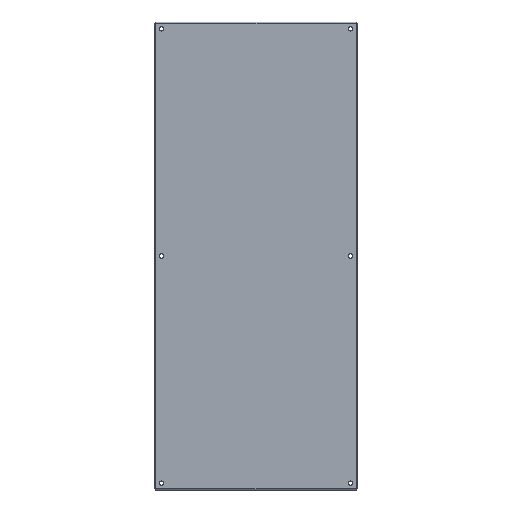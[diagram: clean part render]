
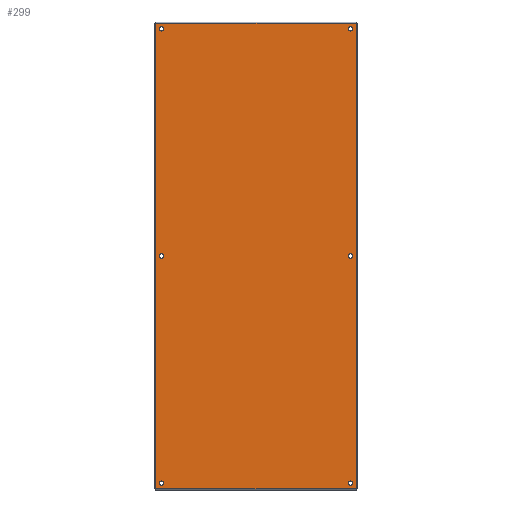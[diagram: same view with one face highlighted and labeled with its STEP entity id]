
A CAD part, front view. The second image highlights one B-rep face of the part: STEP entity #299.
In plain terms, the highlighted planar face has unit normal (0, -1, 0).
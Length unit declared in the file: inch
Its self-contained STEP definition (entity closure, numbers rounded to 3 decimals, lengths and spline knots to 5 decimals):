
#37 = CARTESIAN_POINT ( 'NONE',  ( -12.857, 0., 29.857 ) ) ;
#49 = CARTESIAN_POINT ( 'NONE',  ( -12.125, 0., 0. ) ) ;
#61 = AXIS2_PLACEMENT_3D ( 'NONE', #479, #1206, #588 ) ;
#62 = AXIS2_PLACEMENT_3D ( 'NONE', #568, #756, #437 ) ;
#65 = CARTESIAN_POINT ( 'NONE',  ( -12.857, 0., 29.857 ) ) ;
#70 = CARTESIAN_POINT ( 'NONE',  ( 12.125, 0., -0.28125 ) ) ;
#78 = EDGE_CURVE ( 'NONE', #268, #1092, #952, .T. ) ;
#81 = CARTESIAN_POINT ( 'NONE',  ( 12.125, 0., 29.125 ) ) ;
#88 = ORIENTED_EDGE ( 'NONE', *, *, #249, .T. ) ;
#95 = FACE_OUTER_BOUND ( 'NONE', #381, .T. ) ;
#104 = ORIENTED_EDGE ( 'NONE', *, *, #621, .F. ) ;
#128 = DIRECTION ( 'NONE',  ( 0., 0., 1. ) ) ;
#135 = CARTESIAN_POINT ( 'NONE',  ( -12.125, 0., 28.84375 ) ) ;
#145 = FACE_BOUND ( 'NONE', #657, .T. ) ;
#149 = EDGE_CURVE ( 'NONE', #1225, #1260, #1338, .T. ) ;
#161 = AXIS2_PLACEMENT_3D ( 'NONE', #1165, #432, #526 ) ;
#163 = FACE_BOUND ( 'NONE', #1224, .T. ) ;
#166 = CARTESIAN_POINT ( 'NONE',  ( -12.125, 0., 29.125 ) ) ;
#187 = EDGE_LOOP ( 'NONE', ( #843, #1223 ) ) ;
#223 = DIRECTION ( 'NONE',  ( 0., 0., 1. ) ) ;
#232 = AXIS2_PLACEMENT_3D ( 'NONE', #49, #356, #463 ) ;
#237 = DIRECTION ( 'NONE',  ( 0., 1., 0. ) ) ;
#238 = CARTESIAN_POINT ( 'NONE',  ( -12.857, 0., 29.857 ) ) ;
#243 = CIRCLE ( 'NONE', #1188, 0.28125 ) ;
#248 = CARTESIAN_POINT ( 'NONE',  ( 12.125, 0., -29.125 ) ) ;
#249 = EDGE_CURVE ( 'NONE', #1260, #1225, #1145, .T. ) ;
#266 = DIRECTION ( 'NONE',  ( 0., 1., 0. ) ) ;
#267 = EDGE_CURVE ( 'NONE', #565, #1278, #956, .T. ) ;
#268 = VERTEX_POINT ( 'NONE', #1084 ) ;
#280 = FACE_BOUND ( 'NONE', #1123, .T. ) ;
#281 = CARTESIAN_POINT ( 'NONE',  ( -12.125, 0., 29.40625 ) ) ;
#287 = DIRECTION ( 'NONE',  ( 0., 1., 0. ) ) ;
#289 = ORIENTED_EDGE ( 'NONE', *, *, #434, .F. ) ;
#299 = ADVANCED_FACE ( 'NONE', ( #95, #719, #693, #145, #441, #163, #280 ), #860, .F. ) ;
#308 = CIRCLE ( 'NONE', #602, 0.28125 ) ;
#321 = VERTEX_POINT ( 'NONE', #135 ) ;
#325 = VECTOR ( 'NONE', #223, 39.37008 ) ;
#329 = VECTOR ( 'NONE', #1095, 39.37008 ) ;
#332 = AXIS2_PLACEMENT_3D ( 'NONE', #1074, #266, #994 ) ;
#337 = DIRECTION ( 'NONE',  ( 0., 1., 0. ) ) ;
#340 = DIRECTION ( 'NONE',  ( 0., 0., 1. ) ) ;
#342 = CARTESIAN_POINT ( 'NONE',  ( -12.125, 0., 29.125 ) ) ;
#356 = DIRECTION ( 'NONE',  ( 0., 1., 0. ) ) ;
#360 = EDGE_CURVE ( 'NONE', #1170, #509, #673, .T. ) ;
#381 = EDGE_LOOP ( 'NONE', ( #594, #104, #289, #991 ) ) ;
#386 = ORIENTED_EDGE ( 'NONE', *, *, #1264, .T. ) ;
#397 = DIRECTION ( 'NONE',  ( 0., 1., 0. ) ) ;
#399 = ORIENTED_EDGE ( 'NONE', *, *, #1097, .T. ) ;
#432 = DIRECTION ( 'NONE',  ( 0., 1., 0. ) ) ;
#434 = EDGE_CURVE ( 'NONE', #1092, #1063, #769, .T. ) ;
#436 = VECTOR ( 'NONE', #1238, 39.37008 ) ;
#437 = DIRECTION ( 'NONE',  ( 0., 0., 1. ) ) ;
#441 = FACE_BOUND ( 'NONE', #727, .T. ) ;
#450 = CIRCLE ( 'NONE', #1004, 0.28125 ) ;
#455 = EDGE_CURVE ( 'NONE', #1220, #478, #1194, .T. ) ;
#463 = DIRECTION ( 'NONE',  ( 0., 0., 1. ) ) ;
#478 = VERTEX_POINT ( 'NONE', #1108 ) ;
#479 = CARTESIAN_POINT ( 'NONE',  ( 12.125, 0., 0. ) ) ;
#484 = CARTESIAN_POINT ( 'NONE',  ( 12.857, 0., -29.857 ) ) ;
#494 = CARTESIAN_POINT ( 'NONE',  ( 12.857, 0., 29.857 ) ) ;
#509 = VERTEX_POINT ( 'NONE', #893 ) ;
#511 = AXIS2_PLACEMENT_3D ( 'NONE', #238, #667, #340 ) ;
#526 = DIRECTION ( 'NONE',  ( 0., 0., 1. ) ) ;
#528 = DIRECTION ( 'NONE',  ( 0., 0., 1. ) ) ;
#540 = CARTESIAN_POINT ( 'NONE',  ( 12.125, 0., -28.84375 ) ) ;
#549 = DIRECTION ( 'NONE',  ( 0., 0., 1. ) ) ;
#565 = VERTEX_POINT ( 'NONE', #810 ) ;
#568 = CARTESIAN_POINT ( 'NONE',  ( 12.125, 0., 29.125 ) ) ;
#583 = DIRECTION ( 'NONE',  ( 0., 0., 1. ) ) ;
#585 = VERTEX_POINT ( 'NONE', #281 ) ;
#588 = DIRECTION ( 'NONE',  ( 0., 0., 1. ) ) ;
#594 = ORIENTED_EDGE ( 'NONE', *, *, #1133, .F. ) ;
#599 = EDGE_CURVE ( 'NONE', #585, #321, #1327, .T. ) ;
#600 = CARTESIAN_POINT ( 'NONE',  ( 12.125, 0., 0.28125 ) ) ;
#602 = AXIS2_PLACEMENT_3D ( 'NONE', #81, #287, #903 ) ;
#620 = VERTEX_POINT ( 'NONE', #600 ) ;
#621 = EDGE_CURVE ( 'NONE', #1063, #1022, #768, .T. ) ;
#631 = CARTESIAN_POINT ( 'NONE',  ( 12.125, 0., -29.40625 ) ) ;
#633 = AXIS2_PLACEMENT_3D ( 'NONE', #166, #800, #1016 ) ;
#646 = CARTESIAN_POINT ( 'NONE',  ( -12.857, 0., 29.857 ) ) ;
#657 = EDGE_LOOP ( 'NONE', ( #399, #1201 ) ) ;
#662 = AXIS2_PLACEMENT_3D ( 'NONE', #925, #397, #1008 ) ;
#667 = DIRECTION ( 'NONE',  ( 0., 1., 0. ) ) ;
#673 = CIRCLE ( 'NONE', #332, 0.28125 ) ;
#679 = DIRECTION ( 'NONE',  ( 0., 1., 0. ) ) ;
#681 = AXIS2_PLACEMENT_3D ( 'NONE', #1006, #679, #583 ) ;
#693 = FACE_BOUND ( 'NONE', #187, .T. ) ;
#702 = CIRCLE ( 'NONE', #662, 0.28125 ) ;
#719 = FACE_BOUND ( 'NONE', #1226, .T. ) ;
#727 = EDGE_LOOP ( 'NONE', ( #1156, #1124 ) ) ;
#728 = ORIENTED_EDGE ( 'NONE', *, *, #980, .T. ) ;
#756 = DIRECTION ( 'NONE',  ( 0., 1., 0. ) ) ;
#768 = LINE ( 'NONE', #901, #871 ) ;
#769 = LINE ( 'NONE', #37, #329 ) ;
#800 = DIRECTION ( 'NONE',  ( 0., 1., 0. ) ) ;
#810 = CARTESIAN_POINT ( 'NONE',  ( 12.125, 0., 28.84375 ) ) ;
#830 = CARTESIAN_POINT ( 'NONE',  ( -12.125, 0., -29.40625 ) ) ;
#843 = ORIENTED_EDGE ( 'NONE', *, *, #1019, .T. ) ;
#844 = CARTESIAN_POINT ( 'NONE',  ( -12.125, 0., -0.28125 ) ) ;
#860 = PLANE ( 'NONE',  #511 ) ;
#871 = VECTOR ( 'NONE', #905, 39.37008 ) ;
#893 = CARTESIAN_POINT ( 'NONE',  ( -12.125, 0., -28.84375 ) ) ;
#901 = CARTESIAN_POINT ( 'NONE',  ( 12.857, 0., 29.857 ) ) ;
#903 = DIRECTION ( 'NONE',  ( 0., 0., 1. ) ) ;
#905 = DIRECTION ( 'NONE',  ( 0., 0., -1. ) ) ;
#925 = CARTESIAN_POINT ( 'NONE',  ( 12.125, 0., 0. ) ) ;
#937 = CIRCLE ( 'NONE', #61, 0.28125 ) ;
#952 = LINE ( 'NONE', #646, #325 ) ;
#956 = CIRCLE ( 'NONE', #62, 0.28125 ) ;
#958 = CARTESIAN_POINT ( 'NONE',  ( 12.125, 0., 29.40625 ) ) ;
#980 = EDGE_CURVE ( 'NONE', #509, #1170, #1232, .T. ) ;
#982 = AXIS2_PLACEMENT_3D ( 'NONE', #248, #1272, #549 ) ;
#991 = ORIENTED_EDGE ( 'NONE', *, *, #78, .F. ) ;
#994 = DIRECTION ( 'NONE',  ( 0., 0., 1. ) ) ;
#1000 = EDGE_CURVE ( 'NONE', #1109, #620, #937, .T. ) ;
#1004 = AXIS2_PLACEMENT_3D ( 'NONE', #1266, #237, #128 ) ;
#1006 = CARTESIAN_POINT ( 'NONE',  ( -12.125, 0., -29.125 ) ) ;
#1008 = DIRECTION ( 'NONE',  ( 0., 0., 1. ) ) ;
#1016 = DIRECTION ( 'NONE',  ( 0., 0., 1. ) ) ;
#1019 = EDGE_CURVE ( 'NONE', #620, #1109, #702, .T. ) ;
#1022 = VERTEX_POINT ( 'NONE', #484 ) ;
#1027 = ORIENTED_EDGE ( 'NONE', *, *, #360, .T. ) ;
#1037 = CARTESIAN_POINT ( 'NONE',  ( -12.857, 0., -29.857 ) ) ;
#1063 = VERTEX_POINT ( 'NONE', #494 ) ;
#1074 = CARTESIAN_POINT ( 'NONE',  ( -12.125, 0., -29.125 ) ) ;
#1084 = CARTESIAN_POINT ( 'NONE',  ( -12.857, 0., -29.857 ) ) ;
#1092 = VERTEX_POINT ( 'NONE', #65 ) ;
#1095 = DIRECTION ( 'NONE',  ( 1., 0., 0. ) ) ;
#1097 = EDGE_CURVE ( 'NONE', #1278, #565, #308, .T. ) ;
#1108 = CARTESIAN_POINT ( 'NONE',  ( -12.125, 0., 0.28125 ) ) ;
#1109 = VERTEX_POINT ( 'NONE', #70 ) ;
#1111 = LINE ( 'NONE', #1037, #436 ) ;
#1123 = EDGE_LOOP ( 'NONE', ( #728, #1027 ) ) ;
#1124 = ORIENTED_EDGE ( 'NONE', *, *, #1251, .T. ) ;
#1133 = EDGE_CURVE ( 'NONE', #1022, #268, #1111, .T. ) ;
#1145 = CIRCLE ( 'NONE', #982, 0.28125 ) ;
#1154 = ORIENTED_EDGE ( 'NONE', *, *, #455, .T. ) ;
#1156 = ORIENTED_EDGE ( 'NONE', *, *, #599, .T. ) ;
#1165 = CARTESIAN_POINT ( 'NONE',  ( 12.125, 0., -29.125 ) ) ;
#1170 = VERTEX_POINT ( 'NONE', #830 ) ;
#1173 = ORIENTED_EDGE ( 'NONE', *, *, #149, .T. ) ;
#1188 = AXIS2_PLACEMENT_3D ( 'NONE', #342, #337, #528 ) ;
#1194 = CIRCLE ( 'NONE', #232, 0.28125 ) ;
#1201 = ORIENTED_EDGE ( 'NONE', *, *, #267, .T. ) ;
#1206 = DIRECTION ( 'NONE',  ( 0., 1., 0. ) ) ;
#1220 = VERTEX_POINT ( 'NONE', #844 ) ;
#1223 = ORIENTED_EDGE ( 'NONE', *, *, #1000, .T. ) ;
#1224 = EDGE_LOOP ( 'NONE', ( #386, #1154 ) ) ;
#1225 = VERTEX_POINT ( 'NONE', #631 ) ;
#1226 = EDGE_LOOP ( 'NONE', ( #88, #1173 ) ) ;
#1232 = CIRCLE ( 'NONE', #681, 0.28125 ) ;
#1238 = DIRECTION ( 'NONE',  ( -1., 0., 0. ) ) ;
#1251 = EDGE_CURVE ( 'NONE', #321, #585, #243, .T. ) ;
#1260 = VERTEX_POINT ( 'NONE', #540 ) ;
#1264 = EDGE_CURVE ( 'NONE', #478, #1220, #450, .T. ) ;
#1266 = CARTESIAN_POINT ( 'NONE',  ( -12.125, 0., 0. ) ) ;
#1272 = DIRECTION ( 'NONE',  ( 0., 1., 0. ) ) ;
#1278 = VERTEX_POINT ( 'NONE', #958 ) ;
#1327 = CIRCLE ( 'NONE', #633, 0.28125 ) ;
#1338 = CIRCLE ( 'NONE', #161, 0.28125 ) ;
